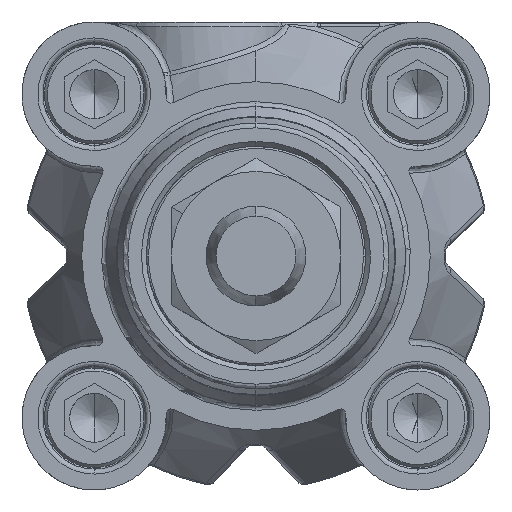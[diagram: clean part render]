
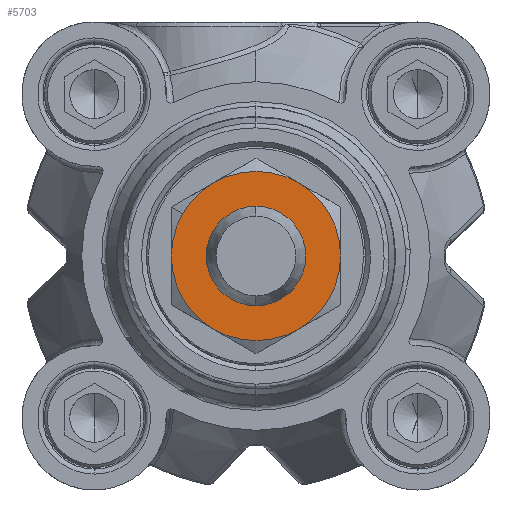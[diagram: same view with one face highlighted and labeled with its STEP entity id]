
A CAD part, front view. The second image highlights one B-rep face of the part: STEP entity #5703.
In plain terms, the highlighted planar face has unit normal (0, -1, 0).
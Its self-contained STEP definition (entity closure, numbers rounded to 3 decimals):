
#1001 = EDGE_CURVE ( 'NONE', #53515, #20884, #18361, .T. ) ;
#1345 = CARTESIAN_POINT ( 'NONE',  ( 0., -286., -4.9 ) ) ;
#1781 = VERTEX_POINT ( 'NONE', #43924 ) ;
#3445 = CIRCLE ( 'NONE', #7315, 8.5 ) ;
#5114 = CARTESIAN_POINT ( 'NONE',  ( 4.25, -286., -12.261 ) ) ;
#5703 = ADVANCED_FACE ( 'NONE', ( #71067, #71466 ), #53727, .T. ) ;
#6202 = DIRECTION ( 'NONE',  ( -0.866, 0., 0.5 ) ) ;
#6257 = EDGE_CURVE ( 'NONE', #74165, #1781, #22801, .T. ) ;
#7315 = AXIS2_PLACEMENT_3D ( 'NONE', #38972, #50733, #20096 ) ;
#8348 = ORIENTED_EDGE ( 'NONE', *, *, #40622, .T. ) ;
#9162 = EDGE_CURVE ( 'NONE', #43055, #70716, #9637, .T. ) ;
#9637 = CIRCLE ( 'NONE', #67528, 8.5 ) ;
#10177 = CARTESIAN_POINT ( 'NONE',  ( 0., -286., -4.9 ) ) ;
#10553 = DIRECTION ( 'NONE',  ( -0.866, 0., 0.5 ) ) ;
#10558 = DIRECTION ( 'NONE',  ( 0., -1., 0. ) ) ;
#11071 = ORIENTED_EDGE ( 'NONE', *, *, #79354, .F. ) ;
#15997 = CIRCLE ( 'NONE', #76656, 8.5 ) ;
#17108 = AXIS2_PLACEMENT_3D ( 'NONE', #42207, #60763, #48652 ) ;
#18361 = CIRCLE ( 'NONE', #17108, 8.5 ) ;
#19412 = CARTESIAN_POINT ( 'NONE',  ( 0., -286., -4.9 ) ) ;
#19778 = ORIENTED_EDGE ( 'NONE', *, *, #31231, .T. ) ;
#20096 = DIRECTION ( 'NONE',  ( -0.866, 0., 0.5 ) ) ;
#20656 = VERTEX_POINT ( 'NONE', #62159 ) ;
#20884 = VERTEX_POINT ( 'NONE', #33828 ) ;
#21862 = CARTESIAN_POINT ( 'NONE',  ( 0., -286., -4.9 ) ) ;
#22019 = AXIS2_PLACEMENT_3D ( 'NONE', #71746, #39086, #33109 ) ;
#22674 = AXIS2_PLACEMENT_3D ( 'NONE', #21862, #26761, #32762 ) ;
#22801 = CIRCLE ( 'NONE', #30510, 8.5 ) ;
#25048 = ORIENTED_EDGE ( 'NONE', *, *, #30041, .T. ) ;
#25176 = DIRECTION ( 'NONE',  ( 0., -1., 0. ) ) ;
#25979 = DIRECTION ( 'NONE',  ( -0.866, 0., 0.5 ) ) ;
#26761 = DIRECTION ( 'NONE',  ( 0., -1., 0. ) ) ;
#28554 = EDGE_LOOP ( 'NONE', ( #11071, #77081 ) ) ;
#30041 = EDGE_CURVE ( 'NONE', #70957, #74165, #3445, .T. ) ;
#30510 = AXIS2_PLACEMENT_3D ( 'NONE', #33861, #52435, #71323 ) ;
#31231 = EDGE_CURVE ( 'NONE', #20884, #43055, #36969, .T. ) ;
#32211 = CIRCLE ( 'NONE', #70804, 8.5 ) ;
#32762 = DIRECTION ( 'NONE',  ( -0.5, 0., -0.866 ) ) ;
#32798 = ORIENTED_EDGE ( 'NONE', *, *, #6257, .T. ) ;
#33109 = DIRECTION ( 'NONE',  ( -0.5, 0., -0.866 ) ) ;
#33828 = CARTESIAN_POINT ( 'NONE',  ( -7.361, -286., -0.65 ) ) ;
#33861 = CARTESIAN_POINT ( 'NONE',  ( 0., -286., -4.9 ) ) ;
#35945 = DIRECTION ( 'NONE',  ( 0., -1., 0. ) ) ;
#36260 = EDGE_CURVE ( 'NONE', #20656, #58729, #65169, .T. ) ;
#36969 = CIRCLE ( 'NONE', #53755, 8.5 ) ;
#38972 = CARTESIAN_POINT ( 'NONE',  ( 0., -286., -4.9 ) ) ;
#39086 = DIRECTION ( 'NONE',  ( 0., -1., 0. ) ) ;
#40622 = EDGE_CURVE ( 'NONE', #70716, #70957, #32211, .T. ) ;
#42207 = CARTESIAN_POINT ( 'NONE',  ( 0., -286., -4.9 ) ) ;
#43055 = VERTEX_POINT ( 'NONE', #79215 ) ;
#43924 = CARTESIAN_POINT ( 'NONE',  ( 4.25, -286., 2.461 ) ) ;
#44147 = CARTESIAN_POINT ( 'NONE',  ( -2.5, -286., -9.23 ) ) ;
#44906 = ORIENTED_EDGE ( 'NONE', *, *, #1001, .T. ) ;
#45208 = ORIENTED_EDGE ( 'NONE', *, *, #9162, .T. ) ;
#45293 = DIRECTION ( 'NONE',  ( 0., -1., 0. ) ) ;
#47276 = CARTESIAN_POINT ( 'NONE',  ( 0., -286., -4.9 ) ) ;
#48652 = DIRECTION ( 'NONE',  ( -0.866, 0., 0.5 ) ) ;
#49226 = DIRECTION ( 'NONE',  ( 0., -1., 0. ) ) ;
#50733 = DIRECTION ( 'NONE',  ( 0., -1., 0. ) ) ;
#51637 = CIRCLE ( 'NONE', #22019, 5. ) ;
#52157 = CARTESIAN_POINT ( 'NONE',  ( 0., -286., -4.9 ) ) ;
#52435 = DIRECTION ( 'NONE',  ( 0., -1., 0. ) ) ;
#53515 = VERTEX_POINT ( 'NONE', #76561 ) ;
#53727 = PLANE ( 'NONE',  #56411 ) ;
#53755 = AXIS2_PLACEMENT_3D ( 'NONE', #52157, #45293, #25979 ) ;
#56411 = AXIS2_PLACEMENT_3D ( 'NONE', #10177, #10558, #59797 ) ;
#58729 = VERTEX_POINT ( 'NONE', #44147 ) ;
#59797 = DIRECTION ( 'NONE',  ( -0.866, 0., 0.5 ) ) ;
#60763 = DIRECTION ( 'NONE',  ( 0., -1., 0. ) ) ;
#61593 = CARTESIAN_POINT ( 'NONE',  ( 8.5, -286., -4.9 ) ) ;
#62159 = CARTESIAN_POINT ( 'NONE',  ( 2.5, -286., -0.57 ) ) ;
#62512 = EDGE_CURVE ( 'NONE', #1781, #53515, #15997, .T. ) ;
#62712 = CARTESIAN_POINT ( 'NONE',  ( -4.25, -286., -12.261 ) ) ;
#62922 = DIRECTION ( 'NONE',  ( -0.866, 0., 0.5 ) ) ;
#65169 = CIRCLE ( 'NONE', #22674, 5. ) ;
#67528 = AXIS2_PLACEMENT_3D ( 'NONE', #19412, #49226, #62922 ) ;
#70716 = VERTEX_POINT ( 'NONE', #62712 ) ;
#70804 = AXIS2_PLACEMENT_3D ( 'NONE', #47276, #35945, #10553 ) ;
#70957 = VERTEX_POINT ( 'NONE', #5114 ) ;
#71067 = FACE_BOUND ( 'NONE', #28554, .T. ) ;
#71323 = DIRECTION ( 'NONE',  ( -0.866, 0., 0.5 ) ) ;
#71466 = FACE_OUTER_BOUND ( 'NONE', #76004, .T. ) ;
#71746 = CARTESIAN_POINT ( 'NONE',  ( 0., -286., -4.9 ) ) ;
#72037 = ORIENTED_EDGE ( 'NONE', *, *, #62512, .T. ) ;
#74165 = VERTEX_POINT ( 'NONE', #61593 ) ;
#76004 = EDGE_LOOP ( 'NONE', ( #32798, #72037, #44906, #19778, #45208, #8348, #25048 ) ) ;
#76561 = CARTESIAN_POINT ( 'NONE',  ( -4.25, -286., 2.461 ) ) ;
#76656 = AXIS2_PLACEMENT_3D ( 'NONE', #1345, #25176, #6202 ) ;
#77081 = ORIENTED_EDGE ( 'NONE', *, *, #36260, .F. ) ;
#79215 = CARTESIAN_POINT ( 'NONE',  ( -8.5, -286., -4.9 ) ) ;
#79354 = EDGE_CURVE ( 'NONE', #58729, #20656, #51637, .T. ) ;
